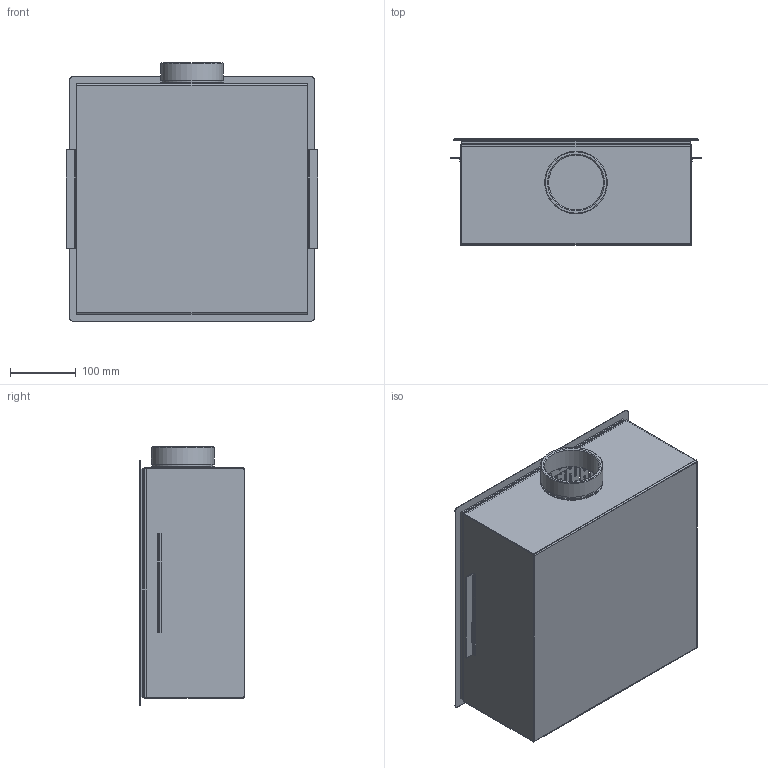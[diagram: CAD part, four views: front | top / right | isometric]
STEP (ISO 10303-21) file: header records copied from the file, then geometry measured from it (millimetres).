
FILE_DESCRIPTION (( 'STEP AP203' ), '1' );
FILE_NAME ('涯.35.2.000.00.000蚜 - 央桠 漕眄.STEP', '2025-01-10T13:20:48', ( '' ), ( '' ), 'SwSTEP 2.0', 'SolidWorks 2022', '' );
FILE_SCHEMA (( 'CONFIG_CONTROL_DESIGN' ));
Length unit declared in the file: millimetre
Products named in the file (12): СД.35.2.00.03 - Фланец прижимной; СД.35.1.001.00.000СБ - Корпус слива; СД.35.1.001.00.002 - Боковина корпуса малая; Винт M6 x 16 А2 DIN 7991; СД.35.2.00.02 Уплотнение; СД.35.1.00.01 Крышка; Винт M6 x 20 А2 DIN 7991; СД.35.2.001.00.001 - Фланец резьбовой; СД.35.1.01.04 - Патрубок G3; СД.35.1.001.00.001 - Боковина корпуса большая; СД.35.2.000.00.000СБ - Слив донный; СД.50.1.01.04 Ребро
Assembly tree (52 placements, depth 3):
  СД.35.2.000.00.000СБ - Слив донный
    СД.35.1.001.00.000СБ - Корпус слива
      СД.35.1.001.00.001 - Боковина корпуса большая
      СД.35.1.001.00.002 - Боковина корпуса малая  x2
      СД.35.2.001.00.001 - Фланец резьбовой
      СД.35.1.01.04 - Патрубок G3
      СД.50.1.01.04 Ребро  x2
    СД.35.2.00.03 - Фланец прижимной
    СД.35.2.00.02 Уплотнение  x2
    СД.35.1.00.01 Крышка
    Винт M6 x 16 А2 DIN 7991  x28
    Винт M6 x 20 А2 DIN 7991  x12
Bounding box: 381.4 x 160.8 x 392.2 mm (x, y, z)
Volume: 969109 mm3; surface area: 1241942.3 mm2
Topology: 51 solids, 51 shells, 2146 faces, 5710 edges, 3669 vertices
Faces by surface type: plane 1159, cylinder 768, cone 175, torus 44
Full cylindrical faces by diameter (mm): 4.02 x40, 5 x40, 6 x40, 7 x80, 11.57 x40, 83 x1, 91 x1, 93 x2, 95 x2
Entity records: 45742 total; most frequent: DIRECTION 7552, CARTESIAN_POINT 7320, ORIENTED_EDGE 7086, EDGE_CURVE 3543, AXIS2_PLACEMENT_3D 2677, VERTEX_POINT 2445, EDGE_LOOP 2202, VECTOR 2198
